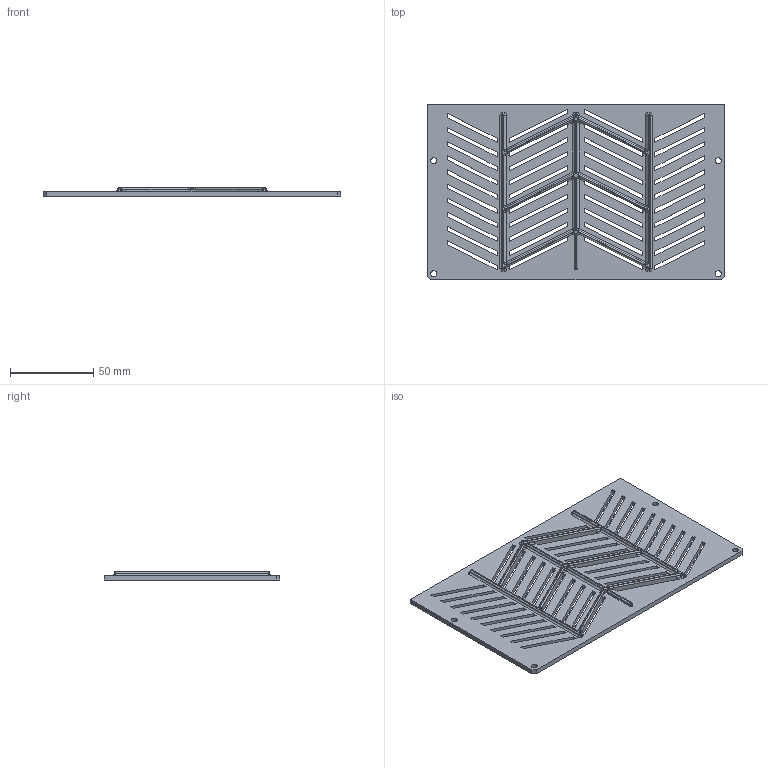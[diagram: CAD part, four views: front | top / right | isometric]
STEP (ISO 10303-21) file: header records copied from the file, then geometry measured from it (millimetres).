
FILE_DESCRIPTION(/* description */ (''),/* implementation_level */ '2;1');
FILE_NAME(/* name */ 'Lid - Short Vent.step',/* time_stamp */ '2023-05-30T13:20:56-05:00',/* author */ (''),/* organization */ (''),/* preprocessor_version */ 'ST-DEVELOPER v19.2',/* originating_system */ 'Autodesk Translation Framework v12.4.0.73',/* authorisation */ '');
FILE_SCHEMA (('AUTOMOTIVE_DESIGN { 1 0 10303 214 3 1 1 }'));
Length unit declared in the file: millimetre
Products named in the file (1): Lid - Short Vent
Bounding box: 178.6 x 105.55 x 5 mm (x, y, z)
Volume: 48824.1 mm3; surface area: 43735.5 mm2
Topology: 1 solids, 1 shells, 386 faces, 1018 edges, 611 vertices
Faces by surface type: plane 204, cylinder 114, bspline 34, torus 34
Full cylindrical faces by diameter (mm): 3.6 x4
Entity records: 12408 total; most frequent: CARTESIAN_POINT 2746, ORIENTED_EDGE 1992, DIRECTION 1975, EDGE_CURVE 996, LINE 723, VECTOR 723, AXIS2_PLACEMENT_3D 626, VERTEX_POINT 611
